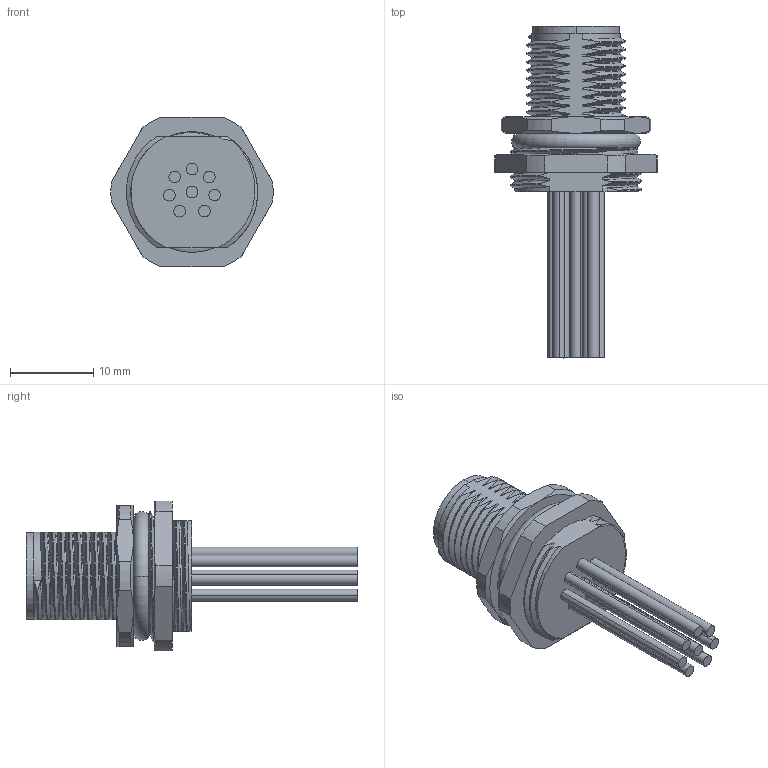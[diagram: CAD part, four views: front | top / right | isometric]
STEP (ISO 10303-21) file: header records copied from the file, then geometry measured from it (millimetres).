
FILE_DESCRIPTION((''),'2;1');
FILE_NAME('3D_1630083014507_M12-M08A-BK-M1','2023-12-19T',('13531'),(''),'PRO/ENGINEER BY PARAMETRIC TECHNOLOGY CORPORATION, 2012480','PRO/ENGINEER BY PARAMETRIC TECHNOLOGY CORPORATION, 2012480','');
FILE_SCHEMA(('CONFIG_CONTROL_DESIGN'));
Length unit declared in the file: millimetre
Products named in the file (1): 3D_1630083014507_M12-M08A-BK-M1
Bounding box: 19.5 x 39.9 x 18 mm (x, y, z)
Volume: 2763.3 mm3; surface area: 3042.3 mm2
Topology: 1 solids, 1 shells, 460 faces, 1292 edges, 845 vertices
Faces by surface type: extrusion 110, cylinder 107, plane 96, bspline 72, cone 47, sphere 16, torus 12
Entity records: 23339 total; most frequent: CARTESIAN_POINT 12483, ORIENTED_EDGE 2552, DIRECTION 1613, EDGE_CURVE 1276, VERTEX_POINT 845, B_SPLINE_CURVE_WITH_KNOTS 661, VECTOR 613, LINE 503
